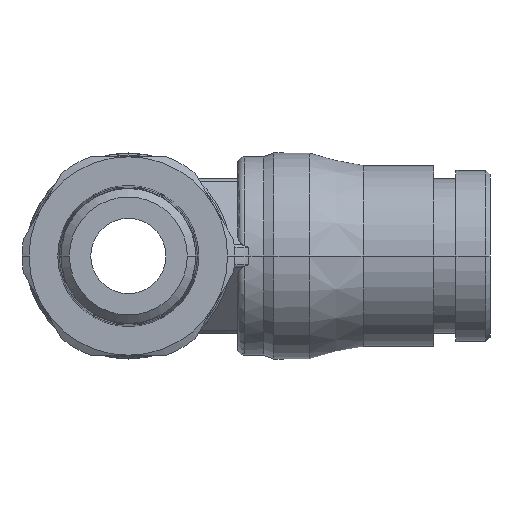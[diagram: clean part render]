
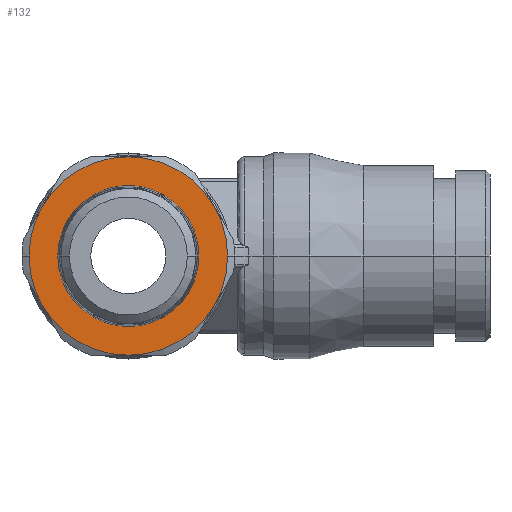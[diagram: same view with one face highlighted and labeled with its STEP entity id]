
A CAD part, left-side view. The second image highlights one B-rep face of the part: STEP entity #132.
In plain terms, the highlighted planar face has unit normal (-1, 0, 0).
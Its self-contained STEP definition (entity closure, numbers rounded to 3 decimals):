
#132=ADVANCED_FACE('',(#399,#400),#401,.T.);
#399=FACE_BOUND('',#759,.T.);
#400=FACE_OUTER_BOUND('',#760,.T.);
#401=PLANE('',#761);
#759=EDGE_LOOP('',(#1591,#1592));
#760=EDGE_LOOP('',(#1593,#1594,#1595,#1596,#1597,#1598,#1599,#1600));
#761=AXIS2_PLACEMENT_3D('',#1601,#1602,#1603);
#1591=ORIENTED_EDGE('',*,*,#2476,.T.);
#1592=ORIENTED_EDGE('',*,*,#2527,.T.);
#1593=ORIENTED_EDGE('',*,*,#2569,.F.);
#1594=ORIENTED_EDGE('',*,*,#2566,.F.);
#1595=ORIENTED_EDGE('',*,*,#2563,.F.);
#1596=ORIENTED_EDGE('',*,*,#2560,.F.);
#1597=ORIENTED_EDGE('',*,*,#2468,.F.);
#1598=ORIENTED_EDGE('',*,*,#2558,.F.);
#1599=ORIENTED_EDGE('',*,*,#2574,.F.);
#1600=ORIENTED_EDGE('',*,*,#2462,.F.);
#1601=CARTESIAN_POINT('',(-51.954,-3.5,0.0));
#1602=DIRECTION('',(-1.0,0.,-0.0));
#1603=DIRECTION('',(0.,1.0,0.0));
#2462=EDGE_CURVE('',#3011,#3014,#3015,.T.);
#2468=EDGE_CURVE('',#3024,#3020,#3026,.T.);
#2476=EDGE_CURVE('',#3032,#3036,#3038,.T.);
#2527=EDGE_CURVE('',#3036,#3032,#3120,.T.);
#2558=EDGE_CURVE('',#3174,#3024,#3176,.T.);
#2560=EDGE_CURVE('',#3020,#3178,#3179,.T.);
#2563=EDGE_CURVE('',#3178,#3182,#3183,.T.);
#2566=EDGE_CURVE('',#3182,#3186,#3187,.T.);
#2569=EDGE_CURVE('',#3186,#3011,#3190,.T.);
#2574=EDGE_CURVE('',#3014,#3174,#3195,.T.);
#3011=VERTEX_POINT('',#5381);
#3014=VERTEX_POINT('',#5385);
#3015=CIRCLE('',#5386,7.0);
#3020=VERTEX_POINT('',#5402);
#3024=VERTEX_POINT('',#5407);
#3026=CIRCLE('',#5420,7.0);
#3032=VERTEX_POINT('',#5430);
#3036=VERTEX_POINT('',#5435);
#3038=CIRCLE('',#5438,4.974);
#3120=CIRCLE('',#5537,4.974);
#3174=VERTEX_POINT('',#5601);
#3176=CIRCLE('',#5614,7.0);
#3178=VERTEX_POINT('',#5627);
#3179=CIRCLE('',#5628,7.0);
#3182=VERTEX_POINT('',#5653);
#3183=CIRCLE('',#5654,7.0);
#3186=VERTEX_POINT('',#5679);
#3187=CIRCLE('',#5680,7.0);
#3190=CIRCLE('',#5705,7.0);
#3195=CIRCLE('',#5754,7.0);
#5381=CARTESIAN_POINT('',(-51.954,-7.0,0.));
#5385=CARTESIAN_POINT('',(-51.954,-6.062,-3.5));
#5386=AXIS2_PLACEMENT_3D('',#9099,#9100,#9101);
#5402=CARTESIAN_POINT('',(-51.954,7.0,0.));
#5407=CARTESIAN_POINT('',(-51.954,6.062,-3.5));
#5420=AXIS2_PLACEMENT_3D('',#9109,#9110,#9111);
#5430=CARTESIAN_POINT('',(-51.954,-4.974,0.0));
#5435=CARTESIAN_POINT('',(-51.954,4.974,0.));
#5438=AXIS2_PLACEMENT_3D('',#9121,#9122,#9123);
#5537=AXIS2_PLACEMENT_3D('',#9240,#9241,#9242);
#5601=CARTESIAN_POINT('',(-51.954,0.0,-7.0));
#5614=AXIS2_PLACEMENT_3D('',#9310,#9311,#9312);
#5627=CARTESIAN_POINT('',(-51.954,6.062,3.5));
#5628=AXIS2_PLACEMENT_3D('',#9313,#9314,#9315);
#5653=CARTESIAN_POINT('',(-51.954,0.,7.0));
#5654=AXIS2_PLACEMENT_3D('',#9316,#9317,#9318);
#5679=CARTESIAN_POINT('',(-51.954,-6.062,3.5));
#5680=AXIS2_PLACEMENT_3D('',#9319,#9320,#9321);
#5705=AXIS2_PLACEMENT_3D('',#9322,#9323,#9324);
#5754=AXIS2_PLACEMENT_3D('',#9325,#9326,#9327);
#9099=CARTESIAN_POINT('',(-51.954,0.0,0.0));
#9100=DIRECTION('',(1.0,0.,0.0));
#9101=DIRECTION('',(0.,-1.0,0.0));
#9109=CARTESIAN_POINT('',(-51.954,0.0,0.0));
#9110=DIRECTION('',(1.0,0.,0.0));
#9111=DIRECTION('',(0.,-1.0,0.0));
#9121=CARTESIAN_POINT('',(-51.954,0.,0.0));
#9122=DIRECTION('',(1.0,0.,0.0));
#9123=DIRECTION('',(0.,-1.0,0.0));
#9240=CARTESIAN_POINT('',(-51.954,0.,0.0));
#9241=DIRECTION('',(1.0,0.,0.0));
#9242=DIRECTION('',(0.,-1.0,0.0));
#9310=CARTESIAN_POINT('',(-51.954,0.0,0.0));
#9311=DIRECTION('',(1.0,0.,0.0));
#9312=DIRECTION('',(0.,-1.0,0.0));
#9313=CARTESIAN_POINT('',(-51.954,0.0,0.0));
#9314=DIRECTION('',(1.0,0.,0.0));
#9315=DIRECTION('',(0.,-1.0,0.0));
#9316=CARTESIAN_POINT('',(-51.954,0.0,0.0));
#9317=DIRECTION('',(1.0,0.,0.0));
#9318=DIRECTION('',(0.,-1.0,0.0));
#9319=CARTESIAN_POINT('',(-51.954,0.0,0.0));
#9320=DIRECTION('',(1.0,0.,0.0));
#9321=DIRECTION('',(0.,-1.0,0.0));
#9322=CARTESIAN_POINT('',(-51.954,0.0,0.0));
#9323=DIRECTION('',(1.0,0.,0.0));
#9324=DIRECTION('',(0.,-1.0,0.0));
#9325=CARTESIAN_POINT('',(-51.954,0.0,0.0));
#9326=DIRECTION('',(1.0,0.,0.0));
#9327=DIRECTION('',(0.,-1.0,0.0));
